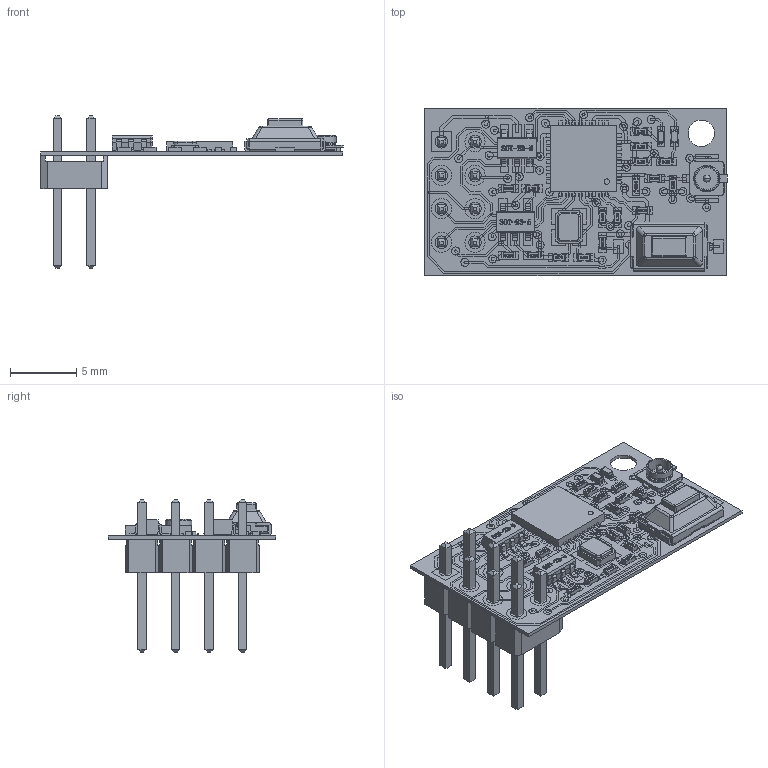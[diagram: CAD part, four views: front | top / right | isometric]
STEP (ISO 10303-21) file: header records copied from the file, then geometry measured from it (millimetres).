
FILE_DESCRIPTION((''),'2;1');
FILE_NAME('SERT_V1_ASM','2017-01-18T',('stering'),(''),'PRO/ENGINEER BY PARAMETRIC TECHNOLOGY CORPORATION, 2013320','PRO/ENGINEER BY PARAMETRIC TECHNOLOGY CORPORATION, 2013320','');
FILE_SCHEMA(('AUTOMOTIVE_DESIGN { 1 0 10303 214 1 1 1 1 }'));
Products named in the file (180): CIRCLE_24000-32057; RECT_22000X23000; RECT_47244X43307; RECT_31496X11811; RECT_137795X137795; RECT_70000X25000; RECT_30000X40000; RECT_26000X40000; CIRCLE_60000-32065; RECT_60000X60000-32066; PADS_TOP_ASM; MANIFOLD_SOLID_BREP_4936; MANIFOLD_SOLID_BREP_4937; MANIFOLD_SOLID_BREP_4938; MANIFOLD_SOLID_BREP_4939; MANIFOLD_SOLID_BREP_4940; MANIFOLD_SOLID_BREP_4941; MANIFOLD_SOLID_BREP_4942; MANIFOLD_SOLID_BREP_4943; MANIFOLD_SOLID_BREP_4944; MANIFOLD_SOLID_BREP_4945; MANIFOLD_SOLID_BREP_4946; MANIFOLD_SOLID_BREP_4947; MANIFOLD_SOLID_BREP_4948; MANIFOLD_SOLID_BREP_4949; MANIFOLD_SOLID_BREP_4950; MANIFOLD_SOLID_BREP_4951; MANIFOLD_SOLID_BREP_4952; MANIFOLD_SOLID_BREP_4953; MANIFOLD_SOLID_BREP_4954; MANIFOLD_SOLID_BREP_4955; MANIFOLD_SOLID_BREP_4956; MANIFOLD_SOLID_BREP_4957; MANIFOLD_SOLID_BREP_4958; MANIFOLD_SOLID_BREP_4959; MANIFOLD_SOLID_BREP_4960; MANIFOLD_SOLID_BREP_4961; MANIFOLD_SOLID_BREP_4962; MANIFOLD_SOLID_BREP_4963; MANIFOLD_SOLID_BREP_4964 ...
Assembly tree (380 placements, depth 6):
  SERT_V1_ASM
    TOP_ASM
      PADS_TOP_ASM
        CIRCLE_24000-32057  x44
        RECT_22000X23000  x38
        RECT_47244X43307  x4
        RECT_31496X11811  x32
        RECT_137795X137795
        RECT_70000X25000  x3
        RECT_30000X40000  x2
        RECT_26000X40000  x11
        CIRCLE_60000-32065  x7
        RECT_60000X60000-32066
      TRACES_TOP_ASM
        MANIFOLD_SOLID_BREP_4936
        MANIFOLD_SOLID_BREP_4937
        MANIFOLD_SOLID_BREP_4938
        MANIFOLD_SOLID_BREP_4939
        MANIFOLD_SOLID_BREP_4940
        MANIFOLD_SOLID_BREP_4941
        MANIFOLD_SOLID_BREP_4942
        MANIFOLD_SOLID_BREP_4943
        MANIFOLD_SOLID_BREP_4944
        MANIFOLD_SOLID_BREP_4945
        MANIFOLD_SOLID_BREP_4946
        MANIFOLD_SOLID_BREP_4947
        MANIFOLD_SOLID_BREP_4948
        MANIFOLD_SOLID_BREP_4949
        MANIFOLD_SOLID_BREP_4950
        MANIFOLD_SOLID_BREP_4951
        MANIFOLD_SOLID_BREP_4952
        MANIFOLD_SOLID_BREP_4953
        MANIFOLD_SOLID_BREP_4954
        MANIFOLD_SOLID_BREP_4955
        MANIFOLD_SOLID_BREP_4956
        MANIFOLD_SOLID_BREP_4957
        MANIFOLD_SOLID_BREP_4958
        MANIFOLD_SOLID_BREP_4959
        MANIFOLD_SOLID_BREP_4960
        MANIFOLD_SOLID_BREP_4961
        MANIFOLD_SOLID_BREP_4962
        MANIFOLD_SOLID_BREP_4963
        MANIFOLD_SOLID_BREP_4964
        MANIFOLD_SOLID_BREP_4965
        MANIFOLD_SOLID_BREP_4966
        MANIFOLD_SOLID_BREP_4967
        MANIFOLD_SOLID_BREP_4968
        MANIFOLD_SOLID_BREP_4969
        MANIFOLD_SOLID_BREP_4970
        MANIFOLD_SOLID_BREP_4971
        MANIFOLD_SOLID_BREP_4972
        MANIFOLD_SOLID_BREP_4973
        MANIFOLD_SOLID_BREP_4974
        MANIFOLD_SOLID_BREP_4975
        MANIFOLD_SOLID_BREP_4976
        MANIFOLD_SOLID_BREP_4977
        MANIFOLD_SOLID_BREP_4978
        MANIFOLD_SOLID_BREP_4979
        MANIFOLD_SOLID_BREP_4980
        MANIFOLD_SOLID_BREP_4981
Bounding box: 22.92 x 12.7 x 11.54 mm (x, y, z)
Volume: 288.7 mm3; surface area: 1832.9 mm2
Topology: 68 solids, 620 shells, 3104 faces, 9658 edges, 7362 vertices
Faces by surface type: plane 2137, extrusion 648, cylinder 256, torus 27, sphere 22, bspline 8, cone 6
Entity records: 70678 total; most frequent: CARTESIAN_POINT 18461, DIRECTION 8123, ORIENTED_EDGE 6827, EDGE_CURVE 4014, VECTOR 3107, VERTEX_POINT 3018, LINE 3008, AXIS2_PLACEMENT_3D 2508
